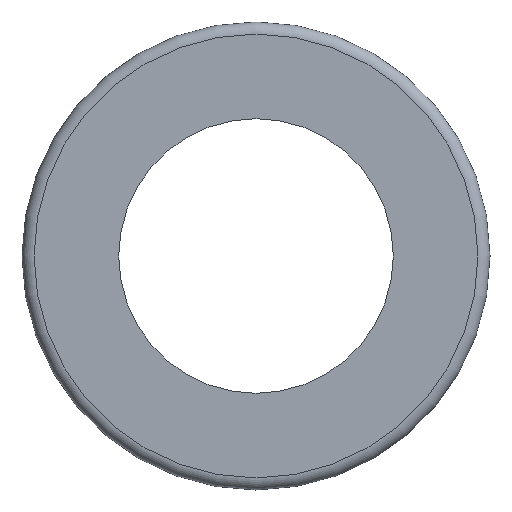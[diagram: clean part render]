
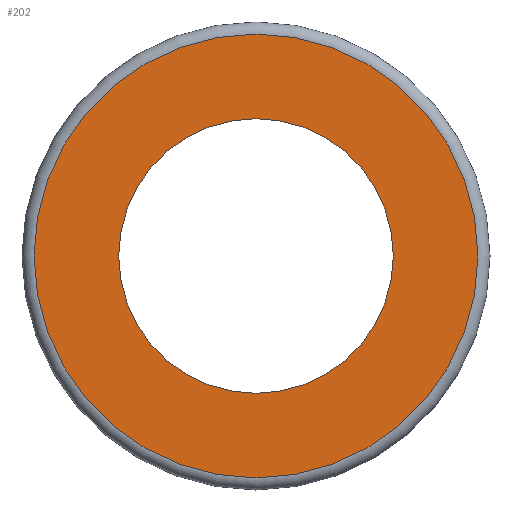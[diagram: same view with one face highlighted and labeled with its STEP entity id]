
A CAD part, front view. The second image highlights one B-rep face of the part: STEP entity #202.
In plain terms, the highlighted planar face has unit normal (0, -1, 0).
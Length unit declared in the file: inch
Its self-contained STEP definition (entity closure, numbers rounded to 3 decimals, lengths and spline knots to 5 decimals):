
#25=FACE_BOUND('',#56,.T.);
#29=PLANE('',#256);
#40=FACE_OUTER_BOUND('',#55,.T.);
#55=EDGE_LOOP('',(#179));
#56=EDGE_LOOP('',(#180));
#87=CIRCLE('',#252,0.28688);
#90=CIRCLE('',#257,0.1775);
#106=VERTEX_POINT('',#380);
#109=VERTEX_POINT('',#390);
#130=EDGE_CURVE('',#106,#106,#87,.T.);
#134=EDGE_CURVE('',#109,#109,#90,.T.);
#179=ORIENTED_EDGE('',*,*,#130,.F.);
#180=ORIENTED_EDGE('',*,*,#134,.T.);
#202=ADVANCED_FACE('',(#40,#25),#29,.T.);
#252=AXIS2_PLACEMENT_3D('',#382,#316,#317);
#256=AXIS2_PLACEMENT_3D('',#389,#325,#326);
#257=AXIS2_PLACEMENT_3D('',#391,#327,#328);
#316=DIRECTION('center_axis',(0.,1.,0.));
#317=DIRECTION('ref_axis',(-1.,0.,0.));
#325=DIRECTION('center_axis',(0.,-1.,0.));
#326=DIRECTION('ref_axis',(0.,0.,-1.));
#327=DIRECTION('center_axis',(0.,1.,0.));
#328=DIRECTION('ref_axis',(1.,0.,0.));
#380=CARTESIAN_POINT('',(0.,-0.1,-0.28688));
#382=CARTESIAN_POINT('Origin',(0.,-0.1,0.));
#389=CARTESIAN_POINT('Origin',(0.3025,-0.1,0.));
#390=CARTESIAN_POINT('',(-0.1775,-0.1,0.));
#391=CARTESIAN_POINT('Origin',(0.,-0.1,0.));
